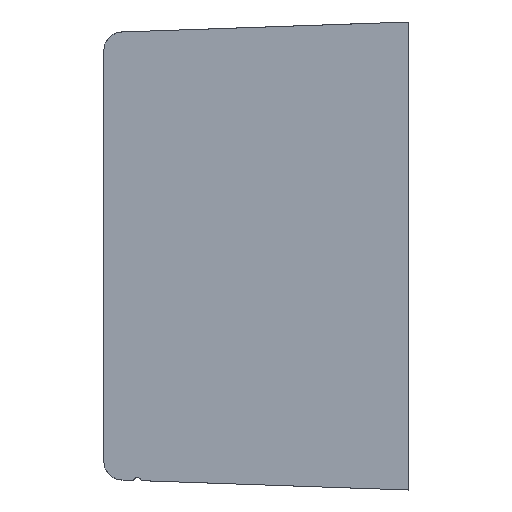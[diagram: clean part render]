
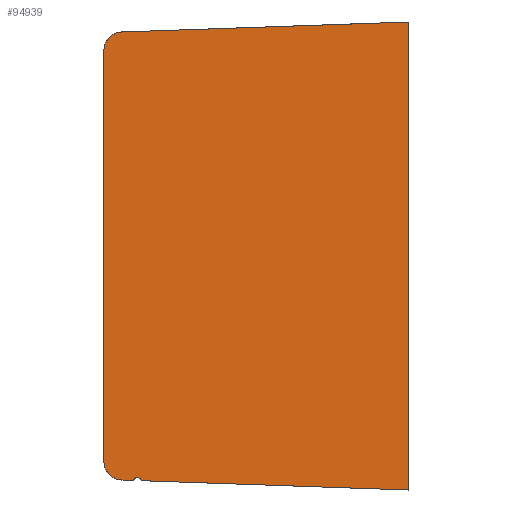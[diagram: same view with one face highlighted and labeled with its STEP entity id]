
A CAD part, left-side view. The second image highlights one B-rep face of the part: STEP entity #94939.
In plain terms, the highlighted planar face has unit normal (-1, 0, 0).
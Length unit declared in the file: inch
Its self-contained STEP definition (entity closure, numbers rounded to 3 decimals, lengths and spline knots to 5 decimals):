
#283 = EDGE_CURVE ( 'NONE', #124176, #95710, #25543, .T. ) ;
#2994 = AXIS2_PLACEMENT_3D ( 'NONE', #99717, #40496, #109693 ) ;
#3016 = ORIENTED_EDGE ( 'NONE', *, *, #82725, .T. ) ;
#3958 = LINE ( 'NONE', #44825, #53533 ) ;
#7951 = EDGE_CURVE ( 'NONE', #94058, #123933, #43182, .T. ) ;
#8550 = CARTESIAN_POINT ( 'NONE',  ( -0.9935, 3.05698, -2.39325 ) ) ;
#12521 = EDGE_CURVE ( 'NONE', #113895, #95710, #3958, .T. ) ;
#14335 = CARTESIAN_POINT ( 'NONE',  ( -0.9935, 2.84799, -2.40055 ) ) ;
#16466 = ORIENTED_EDGE ( 'NONE', *, *, #33533, .F. ) ;
#18077 = DIRECTION ( 'NONE',  ( -1., 0., 0. ) ) ;
#22145 = DIRECTION ( 'NONE',  ( -1., 0., 0. ) ) ;
#22983 = CIRCLE ( 'NONE', #118143, 0.2 ) ;
#24408 = AXIS2_PLACEMENT_3D ( 'NONE', #81455, #22145, #91323 ) ;
#25543 = LINE ( 'NONE', #125065, #75080 ) ;
#27314 = CARTESIAN_POINT ( 'NONE',  ( -0.9935, 3.42043, -2.38056 ) ) ;
#29000 = VECTOR ( 'NONE', #115670, 39.37008 ) ;
#29864 = CARTESIAN_POINT ( 'NONE',  ( -0.9935, 3.05, 2.19337 ) ) ;
#30111 = VECTOR ( 'NONE', #45530, 39.37008 ) ;
#32709 = DIRECTION ( 'NONE',  ( 0., 0., -1. ) ) ;
#33533 = EDGE_CURVE ( 'NONE', #113895, #96885, #58421, .T. ) ;
#39045 = CARTESIAN_POINT ( 'NONE',  ( -0.9935, 2.93311, -2.39757 ) ) ;
#39826 = DIRECTION ( 'NONE',  ( 0., 1., 0. ) ) ;
#40496 = DIRECTION ( 'NONE',  ( 1., 0., 0. ) ) ;
#43182 = LINE ( 'NONE', #127068, #119095 ) ;
#43478 = CARTESIAN_POINT ( 'NONE',  ( -0.9935, 0., 2.5 ) ) ;
#43887 = ORIENTED_EDGE ( 'NONE', *, *, #283, .F. ) ;
#44825 = CARTESIAN_POINT ( 'NONE',  ( -0.9935, 3.42043, -2.38056 ) ) ;
#45530 = DIRECTION ( 'NONE',  ( 0., -0.999, 0.035 ) ) ;
#45574 = ORIENTED_EDGE ( 'NONE', *, *, #126315, .F. ) ;
#53533 = VECTOR ( 'NONE', #54802, 39.37008 ) ;
#54802 = DIRECTION ( 'NONE',  ( 0., -0.999, -0.035 ) ) ;
#56495 = LINE ( 'NONE', #74952, #30111 ) ;
#57449 = CARTESIAN_POINT ( 'NONE',  ( -0.9935, 3.25, -2.19337 ) ) ;
#57482 = ORIENTED_EDGE ( 'NONE', *, *, #7951, .T. ) ;
#58421 = CIRCLE ( 'NONE', #24408, 0.045 ) ;
#65363 = DIRECTION ( 'NONE',  ( 0., 0., -1. ) ) ;
#73195 = CARTESIAN_POINT ( 'NONE',  ( -0.9935, 3.05698, 2.39325 ) ) ;
#74952 = CARTESIAN_POINT ( 'NONE',  ( -0.9935, 3.24604, 2.38665 ) ) ;
#75080 = VECTOR ( 'NONE', #65363, 39.37008 ) ;
#77339 = CARTESIAN_POINT ( 'NONE',  ( -0.9935, 3.05, -2.19337 ) ) ;
#81455 = CARTESIAN_POINT ( 'NONE',  ( -0.9935, 2.89106, -2.41359 ) ) ;
#81648 = CIRCLE ( 'NONE', #119481, 0.2 ) ;
#81687 = ORIENTED_EDGE ( 'NONE', *, *, #12521, .T. ) ;
#82725 = EDGE_CURVE ( 'NONE', #106610, #94058, #22983, .T. ) ;
#85879 = EDGE_CURVE ( 'NONE', #118014, #96885, #107974, .T. ) ;
#87250 = DIRECTION ( 'NONE',  ( 0., 1., 0. ) ) ;
#91323 = DIRECTION ( 'NONE',  ( 0., -1., 0. ) ) ;
#94058 = VERTEX_POINT ( 'NONE', #112542 ) ;
#94939 = ADVANCED_FACE ( 'NONE', ( #126714 ), #119335, .F. ) ;
#95176 = CARTESIAN_POINT ( 'NONE',  ( -0.9935, 0., -2.5 ) ) ;
#95710 = VERTEX_POINT ( 'NONE', #95176 ) ;
#96885 = VERTEX_POINT ( 'NONE', #39045 ) ;
#99071 = DIRECTION ( 'NONE',  ( -1., 0., 0. ) ) ;
#99717 = CARTESIAN_POINT ( 'NONE',  ( -0.9935, 3.25, 2.5 ) ) ;
#106610 = VERTEX_POINT ( 'NONE', #73195 ) ;
#107974 = LINE ( 'NONE', #27314, #29000 ) ;
#109693 = DIRECTION ( 'NONE',  ( 0., 1., 0. ) ) ;
#112542 = CARTESIAN_POINT ( 'NONE',  ( -0.9935, 3.25, 2.19337 ) ) ;
#113895 = VERTEX_POINT ( 'NONE', #14335 ) ;
#115670 = DIRECTION ( 'NONE',  ( 0., -0.999, -0.035 ) ) ;
#118014 = VERTEX_POINT ( 'NONE', #8550 ) ;
#118143 = AXIS2_PLACEMENT_3D ( 'NONE', #29864, #99071, #39826 ) ;
#119095 = VECTOR ( 'NONE', #32709, 39.37008 ) ;
#119169 = ORIENTED_EDGE ( 'NONE', *, *, #85879, .T. ) ;
#119335 = PLANE ( 'NONE',  #2994 ) ;
#119481 = AXIS2_PLACEMENT_3D ( 'NONE', #77339, #18077, #87250 ) ;
#122499 = EDGE_LOOP ( 'NONE', ( #81687, #43887, #45574, #3016, #57482, #126430, #119169, #16466 ) ) ;
#123933 = VERTEX_POINT ( 'NONE', #57449 ) ;
#124176 = VERTEX_POINT ( 'NONE', #43478 ) ;
#125065 = CARTESIAN_POINT ( 'NONE',  ( -0.9935, 0., 2.5 ) ) ;
#125342 = EDGE_CURVE ( 'NONE', #123933, #118014, #81648, .T. ) ;
#126315 = EDGE_CURVE ( 'NONE', #106610, #124176, #56495, .T. ) ;
#126430 = ORIENTED_EDGE ( 'NONE', *, *, #125342, .T. ) ;
#126714 = FACE_OUTER_BOUND ( 'NONE', #122499, .T. ) ;
#127068 = CARTESIAN_POINT ( 'NONE',  ( -0.9935, 3.25, 2.5 ) ) ;
